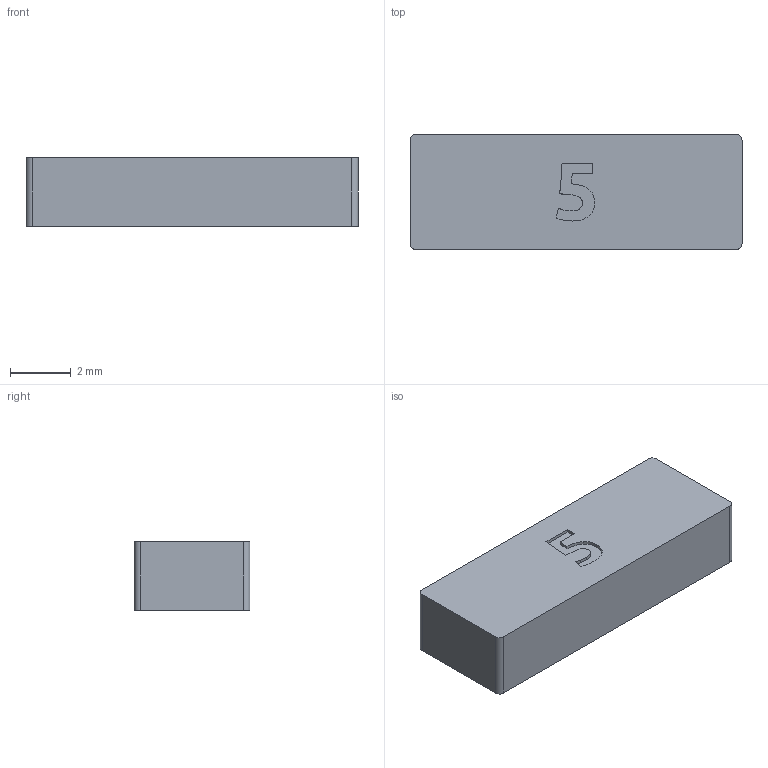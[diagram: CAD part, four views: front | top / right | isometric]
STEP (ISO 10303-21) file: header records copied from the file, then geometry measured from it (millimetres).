
FILE_DESCRIPTION(('FreeCAD Model'),'2;1');
FILE_NAME('0891005_NXS.step','2020-06-13T15:06:49',('Author'),( ''),'Open CASCADE STEP processor 7.3','FreeCAD','Unknown');
FILE_SCHEMA(('AUTOMOTIVE_DESIGN { 1 0 10303 214 1 1 1 1 }'));
Length unit declared in the file: millimetre
Products named in the file (1): Fuse
Bounding box: 10.9 x 3.8 x 2.26 mm (x, y, z)
Volume: 93.4 mm3; surface area: 149.3 mm2
Topology: 1 solids, 1 shells, 37 faces, 102 edges, 68 vertices
Faces by surface type: extrusion 22, plane 11, cylinder 4
Entity records: 2561 total; most frequent: CARTESIAN_POINT 644, DIRECTION 278, VECTOR 224, ORIENTED_EDGE 204, PCURVE 204, DEFINITIONAL_REPRESENTATION 204, LINE 202, B_SPLINE_CURVE_WITH_KNOTS 110
